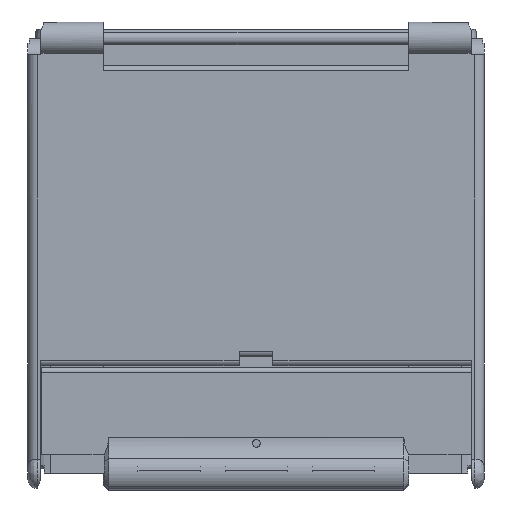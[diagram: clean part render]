
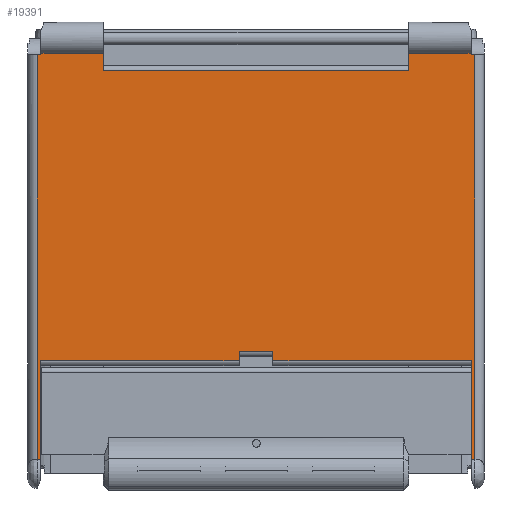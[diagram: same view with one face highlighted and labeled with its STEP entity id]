
A CAD part, front view. The second image highlights one B-rep face of the part: STEP entity #19391.
In plain terms, the highlighted planar face has unit normal (0, -1, 0).
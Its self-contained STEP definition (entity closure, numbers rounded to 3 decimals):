
#1328=FACE_OUTER_BOUND('',#2396,.T.);
#2396=EDGE_LOOP('',(#16050,#16051,#16052,#16053,#16054,#16055,#16056,#16057,
#16058,#16059,#16060,#16061,#16062,#16063,#16064,#16065,#16066,#16067,#16068,
#16069));
#4027=LINE('',#30985,#6065);
#4032=LINE('',#31001,#6070);
#4070=LINE('',#31102,#6108);
#4074=LINE('',#31114,#6112);
#4243=LINE('',#31515,#6281);
#4246=LINE('',#31530,#6284);
#4252=LINE('',#31544,#6290);
#4267=LINE('',#31577,#6305);
#4268=LINE('',#31581,#6306);
#4269=LINE('',#31583,#6307);
#4270=LINE('',#31585,#6308);
#4271=LINE('',#31587,#6309);
#4272=LINE('',#31588,#6310);
#4273=LINE('',#31589,#6311);
#4274=LINE('',#31591,#6312);
#4275=LINE('',#31593,#6313);
#4276=LINE('',#31595,#6314);
#4277=LINE('',#31597,#6315);
#4278=LINE('',#31599,#6316);
#4279=LINE('',#31600,#6317);
#6065=VECTOR('',#24690,5.625);
#6070=VECTOR('',#24703,5.625);
#6108=VECTOR('',#24797,3.);
#6112=VECTOR('',#24809,3.);
#6281=VECTOR('',#25336,20.1);
#6284=VECTOR('',#25353,20.1);
#6290=VECTOR('',#25373,98.1);
#6305=VECTOR('',#25402,63.9);
#6306=VECTOR('',#25407,0.525);
#6307=VECTOR('',#25408,1.2);
#6308=VECTOR('',#25409,129.964);
#6309=VECTOR('',#25410,1.);
#6310=VECTOR('',#25411,31.654);
#6311=VECTOR('',#25412,10.9);
#6312=VECTOR('',#25413,63.9);
#6313=VECTOR('',#25414,31.654);
#6314=VECTOR('',#25415,1.);
#6315=VECTOR('',#25416,129.964);
#6316=VECTOR('',#25417,1.2);
#6317=VECTOR('',#25418,0.525);
#8792=VERTEX_POINT('',#30982);
#8793=VERTEX_POINT('',#30984);
#8799=VERTEX_POINT('',#30998);
#8800=VERTEX_POINT('',#31000);
#8834=VERTEX_POINT('',#31099);
#8835=VERTEX_POINT('',#31101);
#8838=VERTEX_POINT('',#31111);
#8839=VERTEX_POINT('',#31113);
#8892=VERTEX_POINT('',#31514);
#8897=VERTEX_POINT('',#31528);
#8909=VERTEX_POINT('',#31576);
#8910=VERTEX_POINT('',#31580);
#8911=VERTEX_POINT('',#31582);
#8912=VERTEX_POINT('',#31584);
#8913=VERTEX_POINT('',#31586);
#8914=VERTEX_POINT('',#31590);
#8915=VERTEX_POINT('',#31592);
#8916=VERTEX_POINT('',#31594);
#8917=VERTEX_POINT('',#31596);
#8918=VERTEX_POINT('',#31598);
#11143=EDGE_CURVE('',#8793,#8792,#4027,.T.);
#11151=EDGE_CURVE('',#8800,#8799,#4032,.T.);
#11204=EDGE_CURVE('',#8835,#8834,#4070,.T.);
#11210=EDGE_CURVE('',#8839,#8838,#4074,.T.);
#11404=EDGE_CURVE('',#8892,#8800,#4243,.T.);
#11411=EDGE_CURVE('',#8792,#8897,#4246,.T.);
#11420=EDGE_CURVE('',#8793,#8799,#4252,.T.);
#11437=EDGE_CURVE('',#8835,#8909,#4267,.T.);
#11439=EDGE_CURVE('',#8897,#8910,#4268,.T.);
#11440=EDGE_CURVE('',#8910,#8911,#4269,.T.);
#11441=EDGE_CURVE('',#8912,#8911,#4270,.T.);
#11442=EDGE_CURVE('',#8912,#8913,#4271,.T.);
#11443=EDGE_CURVE('',#8913,#8909,#4272,.T.);
#11444=EDGE_CURVE('',#8839,#8834,#4273,.T.);
#11445=EDGE_CURVE('',#8914,#8838,#4274,.T.);
#11446=EDGE_CURVE('',#8914,#8915,#4275,.T.);
#11447=EDGE_CURVE('',#8915,#8916,#4276,.T.);
#11448=EDGE_CURVE('',#8917,#8916,#4277,.T.);
#11449=EDGE_CURVE('',#8917,#8918,#4278,.T.);
#11450=EDGE_CURVE('',#8918,#8892,#4279,.T.);
#16050=ORIENTED_EDGE('',*,*,#11143,.T.);
#16051=ORIENTED_EDGE('',*,*,#11411,.T.);
#16052=ORIENTED_EDGE('',*,*,#11439,.T.);
#16053=ORIENTED_EDGE('',*,*,#11440,.T.);
#16054=ORIENTED_EDGE('',*,*,#11441,.F.);
#16055=ORIENTED_EDGE('',*,*,#11442,.T.);
#16056=ORIENTED_EDGE('',*,*,#11443,.T.);
#16057=ORIENTED_EDGE('',*,*,#11437,.F.);
#16058=ORIENTED_EDGE('',*,*,#11204,.T.);
#16059=ORIENTED_EDGE('',*,*,#11444,.F.);
#16060=ORIENTED_EDGE('',*,*,#11210,.T.);
#16061=ORIENTED_EDGE('',*,*,#11445,.F.);
#16062=ORIENTED_EDGE('',*,*,#11446,.T.);
#16063=ORIENTED_EDGE('',*,*,#11447,.T.);
#16064=ORIENTED_EDGE('',*,*,#11448,.F.);
#16065=ORIENTED_EDGE('',*,*,#11449,.T.);
#16066=ORIENTED_EDGE('',*,*,#11450,.T.);
#16067=ORIENTED_EDGE('',*,*,#11404,.T.);
#16068=ORIENTED_EDGE('',*,*,#11151,.T.);
#16069=ORIENTED_EDGE('',*,*,#11420,.F.);
#18551=PLANE('',#21025);
#19391=ADVANCED_FACE('',(#1328),#18551,.T.);
#21025=AXIS2_PLACEMENT_3D('',#31579,#25405,#25406);
#24690=DIRECTION('',(0.,0.,1.));
#24703=DIRECTION('',(0.,0.,-1.));
#24797=DIRECTION('',(0.,0.,1.));
#24809=DIRECTION('',(0.,0.,-1.));
#25336=DIRECTION('',(-1.,0.,0.));
#25353=DIRECTION('',(-1.,0.,0.));
#25373=DIRECTION('',(1.,0.,0.));
#25402=DIRECTION('',(-1.,0.,0.));
#25405=DIRECTION('center_axis',(0.,-1.,0.));
#25406=DIRECTION('ref_axis',(0.,0.,-1.));
#25407=DIRECTION('',(0.,0.,-1.));
#25408=DIRECTION('',(-1.,0.,0.));
#25409=DIRECTION('',(0.,0.,1.));
#25410=DIRECTION('',(1.,0.,0.));
#25411=DIRECTION('',(0.,0.,1.));
#25412=DIRECTION('',(-1.,0.,0.));
#25413=DIRECTION('',(-1.,0.,0.));
#25414=DIRECTION('',(0.,0.,-1.));
#25415=DIRECTION('',(1.,0.,0.));
#25416=DIRECTION('',(0.,0.,-1.));
#25417=DIRECTION('',(-1.,0.,0.));
#25418=DIRECTION('',(0.,0.,1.));
#30982=CARTESIAN_POINT('',(263.619,-162.378,134.985));
#30984=CARTESIAN_POINT('',(263.619,-162.378,129.36));
#30985=CARTESIAN_POINT('',(263.619,-162.378,129.36));
#30998=CARTESIAN_POINT('',(361.719,-162.378,129.36));
#31000=CARTESIAN_POINT('',(361.719,-162.378,134.985));
#31001=CARTESIAN_POINT('',(361.719,-162.378,134.985));
#31099=CARTESIAN_POINT('',(307.219,-162.378,39.15));
#31101=CARTESIAN_POINT('',(307.219,-162.378,36.15));
#31102=CARTESIAN_POINT('',(307.219,-162.378,36.15));
#31111=CARTESIAN_POINT('',(318.119,-162.378,36.15));
#31113=CARTESIAN_POINT('',(318.119,-162.378,39.15));
#31114=CARTESIAN_POINT('',(318.119,-162.378,39.15));
#31514=CARTESIAN_POINT('',(381.819,-162.378,134.985));
#31515=CARTESIAN_POINT('',(381.819,-162.378,134.985));
#31528=CARTESIAN_POINT('',(243.519,-162.378,134.985));
#31530=CARTESIAN_POINT('',(263.619,-162.378,134.985));
#31544=CARTESIAN_POINT('',(263.619,-162.378,129.36));
#31576=CARTESIAN_POINT('',(243.319,-162.378,36.15));
#31577=CARTESIAN_POINT('',(307.219,-162.378,36.15));
#31579=CARTESIAN_POINT('Origin',(386.019,-162.378,0.));
#31580=CARTESIAN_POINT('',(243.519,-162.378,134.46));
#31581=CARTESIAN_POINT('',(243.519,-162.378,134.985));
#31582=CARTESIAN_POINT('',(242.319,-162.378,134.46));
#31583=CARTESIAN_POINT('',(243.519,-162.378,134.46));
#31584=CARTESIAN_POINT('',(242.319,-162.378,4.496));
#31585=CARTESIAN_POINT('',(242.319,-162.378,4.496));
#31586=CARTESIAN_POINT('',(243.319,-162.378,4.496));
#31587=CARTESIAN_POINT('',(242.319,-162.378,4.496));
#31588=CARTESIAN_POINT('',(243.319,-162.378,4.496));
#31589=CARTESIAN_POINT('',(318.119,-162.378,39.15));
#31590=CARTESIAN_POINT('',(382.019,-162.378,36.15));
#31591=CARTESIAN_POINT('',(382.019,-162.378,36.15));
#31592=CARTESIAN_POINT('',(382.019,-162.378,4.496));
#31593=CARTESIAN_POINT('',(382.019,-162.378,36.15));
#31594=CARTESIAN_POINT('',(383.019,-162.378,4.496));
#31595=CARTESIAN_POINT('',(382.019,-162.378,4.496));
#31596=CARTESIAN_POINT('',(383.019,-162.378,134.46));
#31597=CARTESIAN_POINT('',(383.019,-162.378,134.46));
#31598=CARTESIAN_POINT('',(381.819,-162.378,134.46));
#31599=CARTESIAN_POINT('',(383.019,-162.378,134.46));
#31600=CARTESIAN_POINT('',(381.819,-162.378,134.46));
